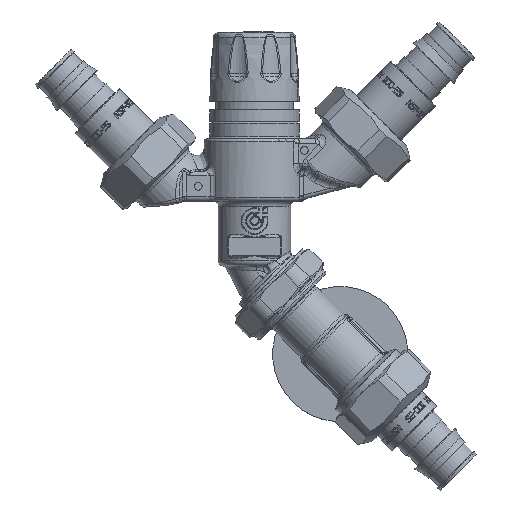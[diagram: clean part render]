
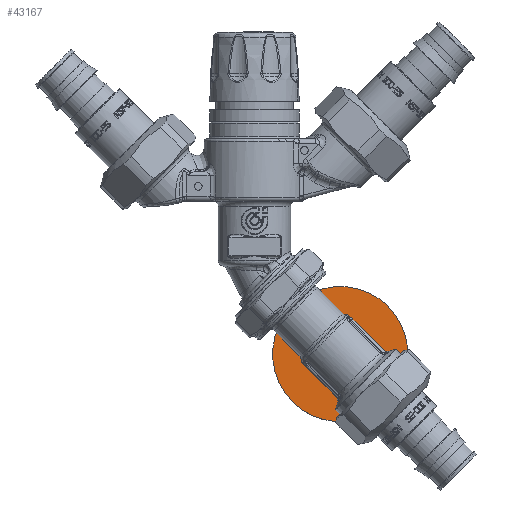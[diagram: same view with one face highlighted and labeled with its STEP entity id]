
A CAD part, top view. The second image highlights one B-rep face of the part: STEP entity #43167.
In plain terms, the highlighted face is planar.
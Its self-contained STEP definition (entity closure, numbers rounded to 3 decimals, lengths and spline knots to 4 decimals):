
#4290=FACE_BOUND('',#8889,.T.);
#6197=FACE_OUTER_BOUND('',#8888,.T.);
#8888=EDGE_LOOP('',(#33443));
#8889=EDGE_LOOP('',(#33444));
#16581=CIRCLE('',#46889,1.03);
#16585=CIRCLE('',#46897,0.3);
#18988=VERTEX_POINT('',#103328);
#18992=VERTEX_POINT('',#103342);
#24207=EDGE_CURVE('',#18988,#18988,#16581,.T.);
#24213=EDGE_CURVE('',#18992,#18992,#16585,.T.);
#33443=ORIENTED_EDGE('',*,*,#24207,.T.);
#33444=ORIENTED_EDGE('',*,*,#24213,.T.);
#41278=PLANE('',#46899);
#43167=ADVANCED_FACE('',(#6197,#4290),#41278,.F.);
#46889=AXIS2_PLACEMENT_3D('',#103330,#53692,#53693);
#46897=AXIS2_PLACEMENT_3D('',#103344,#53710,#53711);
#46899=AXIS2_PLACEMENT_3D('',#103346,#53714,#53715);
#53692=DIRECTION('center_axis',(-1.,0.,0.));
#53693=DIRECTION('ref_axis',(0.,1.,0.));
#53710=DIRECTION('center_axis',(1.,0.,0.));
#53711=DIRECTION('ref_axis',(0.,-1.,0.));
#53714=DIRECTION('center_axis',(1.,0.,0.));
#53715=DIRECTION('ref_axis',(0.,-1.,0.));
#103328=CARTESIAN_POINT('',(1.0824,-1.03,0.));
#103330=CARTESIAN_POINT('Origin',(1.0824,0.,
0.));
#103342=CARTESIAN_POINT('',(1.0824,0.3,0.));
#103344=CARTESIAN_POINT('Origin',(1.0824,0.,
0.));
#103346=CARTESIAN_POINT('Origin',(1.0824,0.,
0.));
